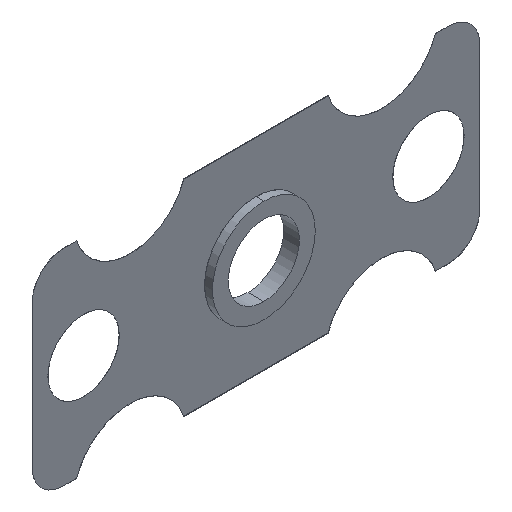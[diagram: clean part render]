
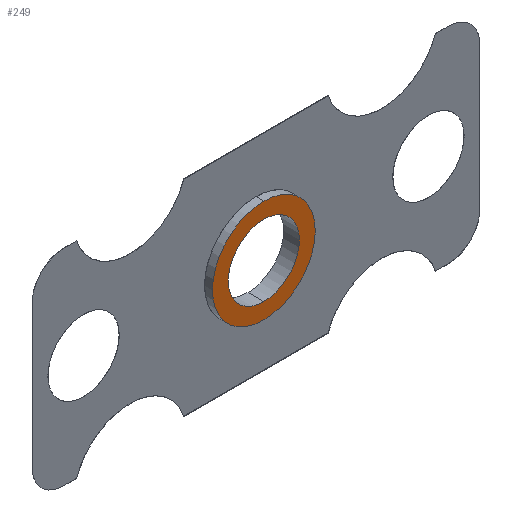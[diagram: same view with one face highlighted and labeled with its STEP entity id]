
A CAD part, isometric view. The second image highlights one B-rep face of the part: STEP entity #249.
In plain terms, the highlighted planar face has unit normal (0, -1, 0).
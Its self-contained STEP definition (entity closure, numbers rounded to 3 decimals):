
#3 = VERTEX_POINT ( 'NONE', #439 ) ;
#11 = EDGE_CURVE ( 'NONE', #574, #3, #556, .T. ) ;
#78 = PLANE ( 'NONE',  #915 ) ;
#86 = VERTEX_POINT ( 'NONE', #466 ) ;
#103 = CIRCLE ( 'NONE', #629, 3.25 ) ;
#150 = CARTESIAN_POINT ( 'NONE',  ( 0., -0.49, 2.25 ) ) ;
#166 = DIRECTION ( 'NONE',  ( 0., 0., 1. ) ) ;
#177 = ORIENTED_EDGE ( 'NONE', *, *, #311, .T. ) ;
#181 = AXIS2_PLACEMENT_3D ( 'NONE', #877, #853, #872 ) ;
#186 = EDGE_LOOP ( 'NONE', ( #870, #570 ) ) ;
#190 = DIRECTION ( 'NONE',  ( 0., 1., 0. ) ) ;
#249 = ADVANCED_FACE ( 'NONE', ( #805, #337 ), #78, .F. ) ;
#311 = EDGE_CURVE ( 'NONE', #3, #574, #842, .T. ) ;
#337 = FACE_BOUND ( 'NONE', #390, .T. ) ;
#390 = EDGE_LOOP ( 'NONE', ( #177, #940 ) ) ;
#403 = AXIS2_PLACEMENT_3D ( 'NONE', #677, #190, #448 ) ;
#404 = DIRECTION ( 'NONE',  ( 0., 1., 0. ) ) ;
#439 = CARTESIAN_POINT ( 'NONE',  ( 0., -0.49, -2.25 ) ) ;
#441 = DIRECTION ( 'NONE',  ( 0., 0., 1. ) ) ;
#448 = DIRECTION ( 'NONE',  ( 0., 0., 1. ) ) ;
#466 = CARTESIAN_POINT ( 'NONE',  ( 0., -0.49, -3.25 ) ) ;
#482 = DIRECTION ( 'NONE',  ( 0., 0., 1. ) ) ;
#495 = CARTESIAN_POINT ( 'NONE',  ( 0., -0.49, 0. ) ) ;
#556 = CIRCLE ( 'NONE', #403, 2.25 ) ;
#570 = ORIENTED_EDGE ( 'NONE', *, *, #784, .F. ) ;
#574 = VERTEX_POINT ( 'NONE', #150 ) ;
#601 = EDGE_CURVE ( 'NONE', #86, #748, #103, .T. ) ;
#629 = AXIS2_PLACEMENT_3D ( 'NONE', #820, #979, #482 ) ;
#677 = CARTESIAN_POINT ( 'NONE',  ( 0., -0.49, 0. ) ) ;
#748 = VERTEX_POINT ( 'NONE', #758 ) ;
#758 = CARTESIAN_POINT ( 'NONE',  ( 0., -0.49, 3.25 ) ) ;
#784 = EDGE_CURVE ( 'NONE', #748, #86, #797, .T. ) ;
#797 = CIRCLE ( 'NONE', #181, 3.25 ) ;
#805 = FACE_OUTER_BOUND ( 'NONE', #186, .T. ) ;
#820 = CARTESIAN_POINT ( 'NONE',  ( 0., -0.49, 0. ) ) ;
#829 = AXIS2_PLACEMENT_3D ( 'NONE', #1001, #922, #441 ) ;
#842 = CIRCLE ( 'NONE', #829, 2.25 ) ;
#853 = DIRECTION ( 'NONE',  ( 0., 1., 0. ) ) ;
#870 = ORIENTED_EDGE ( 'NONE', *, *, #601, .F. ) ;
#872 = DIRECTION ( 'NONE',  ( 0., 0., 1. ) ) ;
#877 = CARTESIAN_POINT ( 'NONE',  ( 0., -0.49, 0. ) ) ;
#915 = AXIS2_PLACEMENT_3D ( 'NONE', #495, #404, #166 ) ;
#922 = DIRECTION ( 'NONE',  ( 0., 1., 0. ) ) ;
#940 = ORIENTED_EDGE ( 'NONE', *, *, #11, .T. ) ;
#979 = DIRECTION ( 'NONE',  ( 0., 1., 0. ) ) ;
#1001 = CARTESIAN_POINT ( 'NONE',  ( 0., -0.49, 0. ) ) ;
